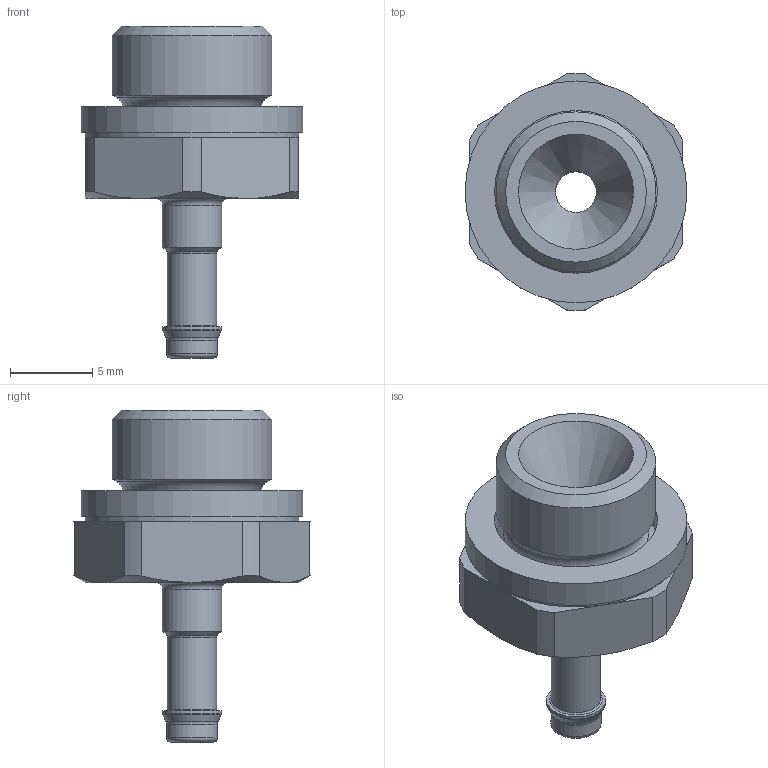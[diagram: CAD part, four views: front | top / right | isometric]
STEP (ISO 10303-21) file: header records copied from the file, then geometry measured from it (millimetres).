
FILE_DESCRIPTION(/* description */ ('STEP AP214'),/* implementation_level */ '2;1');
FILE_NAME(/* name */ '13969_CRCN-1_8-PK-3',/* time_stamp */ '2024-08-08T14:35:10+02:00',/* author */ ('License CC BY-ND 4.0'),/* organization */ ('CADENAS'),/* preprocessor_version */ 'ST-DEVELOPER v19.3',/* originating_system */ 'PARTsolutions',/* authorisation */ ' ');
FILE_SCHEMA (('AUTOMOTIVE_DESIGN {1 0 10303 214 3 1 1}'));
Length unit declared in the file: millimetre
Products named in the file (1): 13969 CRCN-1/8-PK-3
Bounding box: 13.5 x 14.39 x 20.2 mm (x, y, z)
Volume: 1054.7 mm3; surface area: 1040.6 mm2
Topology: 1 solids, 1 shells, 52 faces, 109 edges, 63 vertices
Faces by surface type: plane 18, cylinder 15, cone 12, torus 7
Full cylindrical faces by diameter (mm): 2.5 x1, 3 x1, 3.1 x1, 3.6 x2, 9.728 x1, 9.9 x1, 13 x1, 13.5 x1
Entity records: 1308 total; most frequent: CARTESIAN_POINT 239, DIRECTION 232, ORIENTED_EDGE 174, AXIS2_PLACEMENT_3D 104, EDGE_CURVE 87, EDGE_LOOP 80, FACE_BOUND 80, VERTEX_POINT 63
